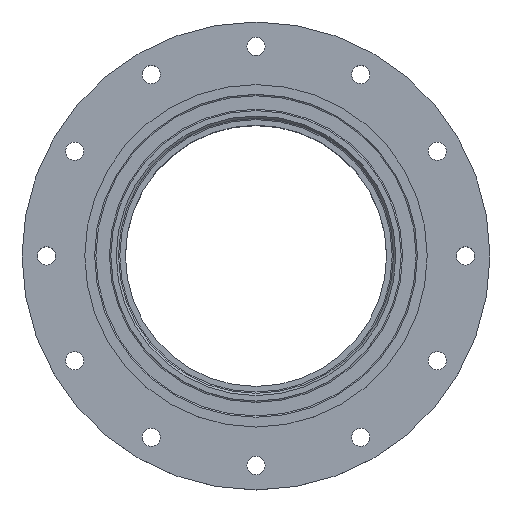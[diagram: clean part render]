
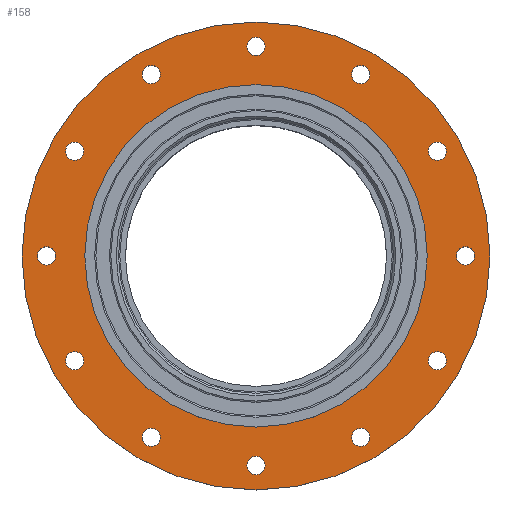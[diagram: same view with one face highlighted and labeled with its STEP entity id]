
A CAD part, top view. The second image highlights one B-rep face of the part: STEP entity #158.
In plain terms, the highlighted planar face has unit normal (0, 0, 1).
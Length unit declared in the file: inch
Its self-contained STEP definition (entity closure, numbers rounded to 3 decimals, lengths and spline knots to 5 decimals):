
#158=ADVANCED_FACE('',(#253,#254,#255,#256,#257,#258,#259,#260,#261,#262,
#263,#264,#265,#266),#192,.F.);
#192=PLANE('',#833);
#253=FACE_BOUND('',#377,.T.);
#254=FACE_BOUND('',#378,.T.);
#255=FACE_BOUND('',#379,.T.);
#256=FACE_BOUND('',#380,.T.);
#257=FACE_BOUND('',#381,.T.);
#258=FACE_BOUND('',#382,.T.);
#259=FACE_BOUND('',#383,.T.);
#260=FACE_BOUND('',#384,.T.);
#261=FACE_BOUND('',#385,.T.);
#262=FACE_BOUND('',#386,.T.);
#263=FACE_BOUND('',#387,.T.);
#264=FACE_BOUND('',#388,.T.);
#265=FACE_BOUND('',#389,.T.);
#266=FACE_BOUND('',#390,.T.);
#377=EDGE_LOOP('',(#501));
#378=EDGE_LOOP('',(#502));
#379=EDGE_LOOP('',(#503));
#380=EDGE_LOOP('',(#504));
#381=EDGE_LOOP('',(#505));
#382=EDGE_LOOP('',(#506));
#383=EDGE_LOOP('',(#507));
#384=EDGE_LOOP('',(#508));
#385=EDGE_LOOP('',(#509));
#386=EDGE_LOOP('',(#510));
#387=EDGE_LOOP('',(#511));
#388=EDGE_LOOP('',(#512));
#389=EDGE_LOOP('',(#513));
#390=EDGE_LOOP('',(#514));
#501=ORIENTED_EDGE('',*,*,#672,.T.);
#502=ORIENTED_EDGE('',*,*,#673,.T.);
#503=ORIENTED_EDGE('',*,*,#674,.T.);
#504=ORIENTED_EDGE('',*,*,#675,.T.);
#505=ORIENTED_EDGE('',*,*,#676,.T.);
#506=ORIENTED_EDGE('',*,*,#677,.T.);
#507=ORIENTED_EDGE('',*,*,#678,.T.);
#508=ORIENTED_EDGE('',*,*,#679,.T.);
#509=ORIENTED_EDGE('',*,*,#680,.T.);
#510=ORIENTED_EDGE('',*,*,#681,.T.);
#511=ORIENTED_EDGE('',*,*,#682,.T.);
#512=ORIENTED_EDGE('',*,*,#683,.T.);
#513=ORIENTED_EDGE('',*,*,#684,.T.);
#514=ORIENTED_EDGE('',*,*,#636,.F.);
#574=VERTEX_POINT('',#1111);
#610=VERTEX_POINT('',#1203);
#611=VERTEX_POINT('',#1205);
#612=VERTEX_POINT('',#1207);
#613=VERTEX_POINT('',#1209);
#614=VERTEX_POINT('',#1211);
#615=VERTEX_POINT('',#1213);
#616=VERTEX_POINT('',#1215);
#617=VERTEX_POINT('',#1217);
#618=VERTEX_POINT('',#1219);
#619=VERTEX_POINT('',#1221);
#620=VERTEX_POINT('',#1223);
#621=VERTEX_POINT('',#1225);
#622=VERTEX_POINT('',#1227);
#636=EDGE_CURVE('',#574,#574,#698,.T.);
#672=EDGE_CURVE('',#610,#610,#734,.T.);
#673=EDGE_CURVE('',#611,#611,#735,.T.);
#674=EDGE_CURVE('',#612,#612,#736,.T.);
#675=EDGE_CURVE('',#613,#613,#737,.T.);
#676=EDGE_CURVE('',#614,#614,#738,.T.);
#677=EDGE_CURVE('',#615,#615,#739,.T.);
#678=EDGE_CURVE('',#616,#616,#740,.T.);
#679=EDGE_CURVE('',#617,#617,#741,.T.);
#680=EDGE_CURVE('',#618,#618,#742,.T.);
#681=EDGE_CURVE('',#619,#619,#743,.T.);
#682=EDGE_CURVE('',#620,#620,#744,.T.);
#683=EDGE_CURVE('',#621,#621,#745,.T.);
#684=EDGE_CURVE('',#622,#622,#746,.T.);
#698=CIRCLE('',#764,2.625);
#734=CIRCLE('',#820,0.1025);
#735=CIRCLE('',#821,0.1025);
#736=CIRCLE('',#822,0.1025);
#737=CIRCLE('',#823,0.1025);
#738=CIRCLE('',#824,0.1025);
#739=CIRCLE('',#825,0.1025);
#740=CIRCLE('',#826,0.1025);
#741=CIRCLE('',#827,0.1025);
#742=CIRCLE('',#828,0.1025);
#743=CIRCLE('',#829,0.1025);
#744=CIRCLE('',#830,0.1025);
#745=CIRCLE('',#831,0.1025);
#746=CIRCLE('',#832,1.815);
#764=AXIS2_PLACEMENT_3D('',#1110,#888,#889);
#820=AXIS2_PLACEMENT_3D('',#1202,#1000,#1001);
#821=AXIS2_PLACEMENT_3D('',#1204,#1002,#1003);
#822=AXIS2_PLACEMENT_3D('',#1206,#1004,#1005);
#823=AXIS2_PLACEMENT_3D('',#1208,#1006,#1007);
#824=AXIS2_PLACEMENT_3D('',#1210,#1008,#1009);
#825=AXIS2_PLACEMENT_3D('',#1212,#1010,#1011);
#826=AXIS2_PLACEMENT_3D('',#1214,#1012,#1013);
#827=AXIS2_PLACEMENT_3D('',#1216,#1014,#1015);
#828=AXIS2_PLACEMENT_3D('',#1218,#1016,#1017);
#829=AXIS2_PLACEMENT_3D('',#1220,#1018,#1019);
#830=AXIS2_PLACEMENT_3D('',#1222,#1020,#1021);
#831=AXIS2_PLACEMENT_3D('',#1224,#1022,#1023);
#832=AXIS2_PLACEMENT_3D('',#1226,#1024,#1025);
#833=AXIS2_PLACEMENT_3D('',#1228,#1026,#1027);
#888=DIRECTION('',(0.,0.,-1.));
#889=DIRECTION('',(-1.,0.,0.));
#1000=DIRECTION('',(0.,0.,-1.));
#1001=DIRECTION('',(-0.866,0.5,0.));
#1002=DIRECTION('',(0.,0.,-1.));
#1003=DIRECTION('',(-0.5,0.866,0.));
#1004=DIRECTION('',(0.,0.,-1.));
#1005=DIRECTION('',(0.,1.,0.));
#1006=DIRECTION('',(0.,0.,-1.));
#1007=DIRECTION('',(0.5,0.866,0.));
#1008=DIRECTION('',(0.,0.,-1.));
#1009=DIRECTION('',(0.866,0.5,0.));
#1010=DIRECTION('',(0.,0.,-1.));
#1011=DIRECTION('',(1.,0.,0.));
#1012=DIRECTION('',(0.,0.,-1.));
#1013=DIRECTION('',(0.866,-0.5,0.));
#1014=DIRECTION('',(0.,0.,-1.));
#1015=DIRECTION('',(0.5,-0.866,0.));
#1016=DIRECTION('',(0.,0.,-1.));
#1017=DIRECTION('',(0.,-1.,0.));
#1018=DIRECTION('',(0.,0.,-1.));
#1019=DIRECTION('',(-0.5,-0.866,0.));
#1020=DIRECTION('',(0.,0.,-1.));
#1021=DIRECTION('',(-0.866,-0.5,0.));
#1022=DIRECTION('',(0.,0.,-1.));
#1023=DIRECTION('',(-1.,0.,0.));
#1024=DIRECTION('',(0.,0.,-1.));
#1025=DIRECTION('',(-1.,0.,0.));
#1026=DIRECTION('',(0.,0.,-1.));
#1027=DIRECTION('',(-1.,0.,0.));
#1110=CARTESIAN_POINT('',(0.,0.,1.7));
#1111=CARTESIAN_POINT('',(-2.625,0.,1.7));
#1202=CARTESIAN_POINT('',(1.175,2.03516,1.7));
#1203=CARTESIAN_POINT('',(1.08623,2.08641,1.7));
#1204=CARTESIAN_POINT('',(2.03516,1.175,1.7));
#1205=CARTESIAN_POINT('',(1.98391,1.26377,1.7));
#1206=CARTESIAN_POINT('',(2.35,0.,1.7));
#1207=CARTESIAN_POINT('',(2.35,0.1025,1.7));
#1208=CARTESIAN_POINT('',(2.03516,-1.175,1.7));
#1209=CARTESIAN_POINT('',(2.08641,-1.08623,1.7));
#1210=CARTESIAN_POINT('',(1.175,-2.03516,1.7));
#1211=CARTESIAN_POINT('',(1.26377,-1.98391,1.7));
#1212=CARTESIAN_POINT('',(0.,-2.35,1.7));
#1213=CARTESIAN_POINT('',(0.1025,-2.35,1.7));
#1214=CARTESIAN_POINT('',(-1.175,-2.03516,1.7));
#1215=CARTESIAN_POINT('',(-1.08623,-2.08641,1.7));
#1216=CARTESIAN_POINT('',(-2.03516,-1.175,1.7));
#1217=CARTESIAN_POINT('',(-1.98391,-1.26377,1.7));
#1218=CARTESIAN_POINT('',(-2.35,0.,1.7));
#1219=CARTESIAN_POINT('',(-2.35,-0.1025,1.7));
#1220=CARTESIAN_POINT('',(-2.03516,1.175,1.7));
#1221=CARTESIAN_POINT('',(-2.08641,1.08623,1.7));
#1222=CARTESIAN_POINT('',(-1.175,2.03516,1.7));
#1223=CARTESIAN_POINT('',(-1.26377,1.98391,1.7));
#1224=CARTESIAN_POINT('',(0.,2.35,1.7));
#1225=CARTESIAN_POINT('',(-0.1025,2.35,1.7));
#1226=CARTESIAN_POINT('',(0.,0.,1.7));
#1227=CARTESIAN_POINT('',(-1.815,0.,1.7));
#1228=CARTESIAN_POINT('',(-1.565,0.,1.7));
